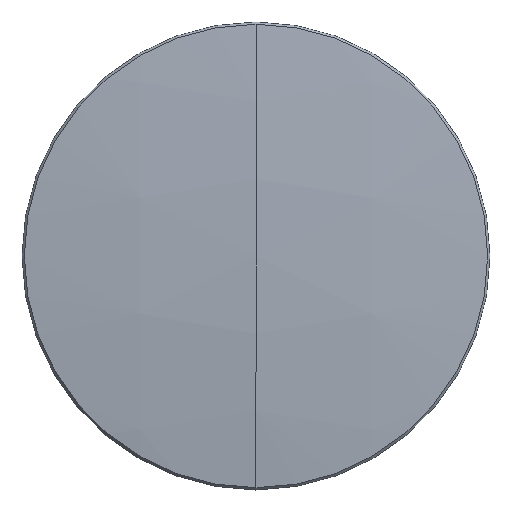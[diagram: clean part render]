
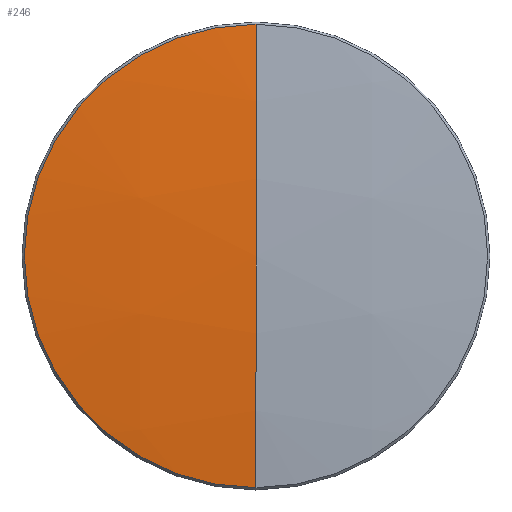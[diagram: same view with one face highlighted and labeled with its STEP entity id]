
A CAD part, top view. The second image highlights one B-rep face of the part: STEP entity #246.
In plain terms, the highlighted spherical face has radius 229.1 mm.
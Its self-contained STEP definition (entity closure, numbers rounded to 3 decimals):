
#1 = CARTESIAN_POINT ( 'NONE',  ( 0., 0., 1.515 ) ) ;
#2 = AXIS2_PLACEMENT_3D ( 'NONE', #232, #218, #145 ) ;
#9 = CARTESIAN_POINT ( 'NONE',  ( 0., 25.152, 1.515 ) ) ;
#27 = SPHERICAL_SURFACE ( 'NONE', #2, 229.1 ) ;
#31 = ORIENTED_EDGE ( 'NONE', *, *, #92, .T. ) ;
#35 = CARTESIAN_POINT ( 'NONE',  ( 0., -25.152, 1.515 ) ) ;
#47 = AXIS2_PLACEMENT_3D ( 'NONE', #1, #114, #317 ) ;
#52 = CARTESIAN_POINT ( 'NONE',  ( 0., 0., 2.9 ) ) ;
#84 = AXIS2_PLACEMENT_3D ( 'NONE', #265, #313, #104 ) ;
#92 = EDGE_CURVE ( 'NONE', #134, #133, #288, .T. ) ;
#99 = DIRECTION ( 'NONE',  ( -1., 0., 0. ) ) ;
#102 = EDGE_CURVE ( 'NONE', #139, #133, #307, .T. ) ;
#104 = DIRECTION ( 'NONE',  ( 0., -1., 0. ) ) ;
#108 = DIRECTION ( 'NONE',  ( 1., 0., 0. ) ) ;
#112 = AXIS2_PLACEMENT_3D ( 'NONE', #284, #108, #202 ) ;
#114 = DIRECTION ( 'NONE',  ( 0., 0., 1. ) ) ;
#133 = VERTEX_POINT ( 'NONE', #52 ) ;
#134 = VERTEX_POINT ( 'NONE', #35 ) ;
#136 = CIRCLE ( 'NONE', #47, 25.152 ) ;
#139 = VERTEX_POINT ( 'NONE', #9 ) ;
#140 = AXIS2_PLACEMENT_3D ( 'NONE', #245, #174, #99 ) ;
#145 = DIRECTION ( 'NONE',  ( 0., 1., 0. ) ) ;
#174 = DIRECTION ( 'NONE',  ( 0., 0., 1. ) ) ;
#176 = FACE_OUTER_BOUND ( 'NONE', #197, .T. ) ;
#191 = CIRCLE ( 'NONE', #140, 25.152 ) ;
#197 = EDGE_LOOP ( 'NONE', ( #209, #257, #31, #310 ) ) ;
#202 = DIRECTION ( 'NONE',  ( 0., 0., -1. ) ) ;
#209 = ORIENTED_EDGE ( 'NONE', *, *, #305, .T. ) ;
#218 = DIRECTION ( 'NONE',  ( -1., 0., 0. ) ) ;
#232 = CARTESIAN_POINT ( 'NONE',  ( 0., 0., -226.2 ) ) ;
#240 = VERTEX_POINT ( 'NONE', #344 ) ;
#245 = CARTESIAN_POINT ( 'NONE',  ( 0., 0., 1.515 ) ) ;
#246 = ADVANCED_FACE ( 'NONE', ( #176 ), #27, .T. ) ;
#257 = ORIENTED_EDGE ( 'NONE', *, *, #303, .T. ) ;
#265 = CARTESIAN_POINT ( 'NONE',  ( 0., 0., -226.2 ) ) ;
#284 = CARTESIAN_POINT ( 'NONE',  ( 0., 0., -226.2 ) ) ;
#288 = CIRCLE ( 'NONE', #84, 229.1 ) ;
#303 = EDGE_CURVE ( 'NONE', #240, #134, #136, .T. ) ;
#305 = EDGE_CURVE ( 'NONE', #139, #240, #191, .T. ) ;
#307 = CIRCLE ( 'NONE', #112, 229.1 ) ;
#310 = ORIENTED_EDGE ( 'NONE', *, *, #102, .F. ) ;
#313 = DIRECTION ( 'NONE',  ( -1., 0., 0. ) ) ;
#317 = DIRECTION ( 'NONE',  ( -1., 0., 0. ) ) ;
#344 = CARTESIAN_POINT ( 'NONE',  ( -25.152, 0., 1.515 ) ) ;
